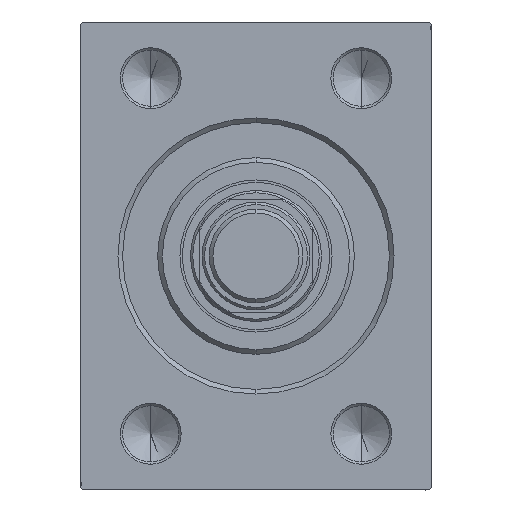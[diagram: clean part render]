
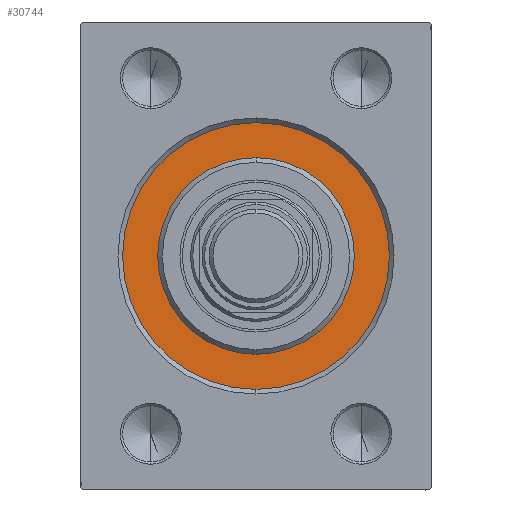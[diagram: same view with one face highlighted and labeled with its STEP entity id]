
A CAD part, left-side view. The second image highlights one B-rep face of the part: STEP entity #30744.
In plain terms, the highlighted face is planar.
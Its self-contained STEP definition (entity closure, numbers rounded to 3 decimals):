
#1356 = DIRECTION ( 'NONE',  ( 0., 0., 1. ) ) ;
#3890 = DIRECTION ( 'NONE',  ( 1., 0., 0. ) ) ;
#7532 = AXIS2_PLACEMENT_3D ( 'NONE', #18435, #3890, #11199 ) ;
#10183 = VERTEX_POINT ( 'NONE', #13011 ) ;
#11199 = DIRECTION ( 'NONE',  ( 0., 0., -1. ) ) ;
#12179 = EDGE_CURVE ( 'NONE', #19882, #13044, #38753, .T. ) ;
#12484 = DIRECTION ( 'NONE',  ( -1., 0., 0. ) ) ;
#13011 = CARTESIAN_POINT ( 'NONE',  ( 0., 0., 28.5 ) ) ;
#13044 = VERTEX_POINT ( 'NONE', #28673 ) ;
#13436 = EDGE_CURVE ( 'NONE', #10183, #30502, #36577, .T. ) ;
#14387 = ORIENTED_EDGE ( 'NONE', *, *, #41061, .F. ) ;
#16485 = CIRCLE ( 'NONE', #20098, 28.5 ) ;
#17611 = AXIS2_PLACEMENT_3D ( 'NONE', #21702, #25778, #31925 ) ;
#18435 = CARTESIAN_POINT ( 'NONE',  ( 0., 0., 0. ) ) ;
#18800 = CARTESIAN_POINT ( 'NONE',  ( 0., 0., -28.5 ) ) ;
#18841 = CARTESIAN_POINT ( 'NONE',  ( 0., 0., 0. ) ) ;
#19882 = VERTEX_POINT ( 'NONE', #36590 ) ;
#20052 = EDGE_LOOP ( 'NONE', ( #41964, #30761 ) ) ;
#20098 = AXIS2_PLACEMENT_3D ( 'NONE', #22121, #21674, #28486 ) ;
#20551 = FACE_BOUND ( 'NONE', #20052, .T. ) ;
#21024 = DIRECTION ( 'NONE',  ( 0., 0., 1. ) ) ;
#21674 = DIRECTION ( 'NONE',  ( -1., 0., 0. ) ) ;
#21702 = CARTESIAN_POINT ( 'NONE',  ( 0., 0., 0. ) ) ;
#22121 = CARTESIAN_POINT ( 'NONE',  ( 0., 0., 0. ) ) ;
#24200 = AXIS2_PLACEMENT_3D ( 'NONE', #18841, #12484, #1356 ) ;
#24571 = EDGE_CURVE ( 'NONE', #13044, #19882, #37929, .T. ) ;
#25778 = DIRECTION ( 'NONE',  ( 1., 0., 0. ) ) ;
#26567 = ORIENTED_EDGE ( 'NONE', *, *, #13436, .F. ) ;
#28486 = DIRECTION ( 'NONE',  ( 0., 0., 1. ) ) ;
#28673 = CARTESIAN_POINT ( 'NONE',  ( 0., 0., -21. ) ) ;
#30502 = VERTEX_POINT ( 'NONE', #18800 ) ;
#30744 = ADVANCED_FACE ( 'NONE', ( #20551, #37851 ), #34663, .F. ) ;
#30761 = ORIENTED_EDGE ( 'NONE', *, *, #24571, .F. ) ;
#31014 = DIRECTION ( 'NONE',  ( -1., 0., 0. ) ) ;
#31233 = CARTESIAN_POINT ( 'NONE',  ( 0., 0., 0. ) ) ;
#31925 = DIRECTION ( 'NONE',  ( 0., 0., -1. ) ) ;
#33284 = EDGE_LOOP ( 'NONE', ( #14387, #26567 ) ) ;
#34663 = PLANE ( 'NONE',  #36688 ) ;
#36577 = CIRCLE ( 'NONE', #24200, 28.5 ) ;
#36590 = CARTESIAN_POINT ( 'NONE',  ( 0., 0., 21. ) ) ;
#36688 = AXIS2_PLACEMENT_3D ( 'NONE', #31233, #31014, #21024 ) ;
#37851 = FACE_OUTER_BOUND ( 'NONE', #33284, .T. ) ;
#37929 = CIRCLE ( 'NONE', #17611, 21. ) ;
#38753 = CIRCLE ( 'NONE', #7532, 21. ) ;
#41061 = EDGE_CURVE ( 'NONE', #30502, #10183, #16485, .T. ) ;
#41964 = ORIENTED_EDGE ( 'NONE', *, *, #12179, .F. ) ;
